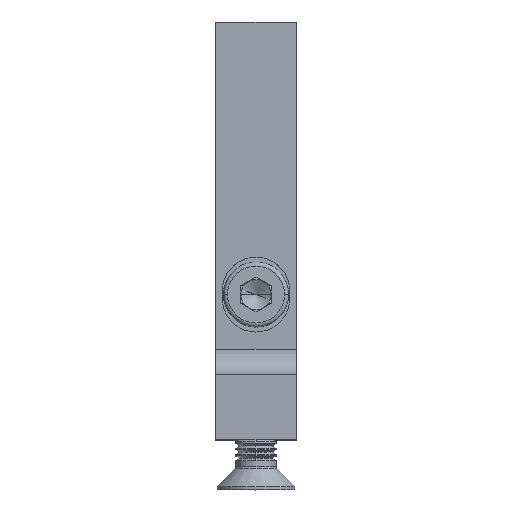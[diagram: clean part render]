
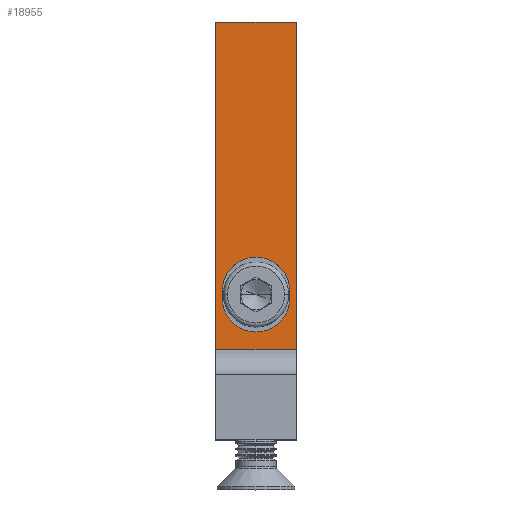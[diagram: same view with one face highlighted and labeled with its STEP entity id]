
A CAD part, top view. The second image highlights one B-rep face of the part: STEP entity #18955.
In plain terms, the highlighted planar face has unit normal (0, 0, 1).
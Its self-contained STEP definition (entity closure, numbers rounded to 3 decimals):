
#166 = DIRECTION ( 'NONE',  ( 0., 0., 1. ) ) ;
#457 = VERTEX_POINT ( 'NONE', #22462 ) ;
#527 = CARTESIAN_POINT ( 'NONE',  ( -8., 83.5, 24. ) ) ;
#554 = CARTESIAN_POINT ( 'NONE',  ( -6.75, 28.25, 24. ) ) ;
#943 = CARTESIAN_POINT ( 'NONE',  ( -8., 18., 24. ) ) ;
#1178 = AXIS2_PLACEMENT_3D ( 'NONE', #10164, #11804, #15512 ) ;
#1350 = ORIENTED_EDGE ( 'NONE', *, *, #5378, .F. ) ;
#2217 = VECTOR ( 'NONE', #22346, 1000. ) ;
#3111 = VERTEX_POINT ( 'NONE', #943 ) ;
#3189 = CARTESIAN_POINT ( 'NONE',  ( 8., 83.5, 24. ) ) ;
#3201 = DIRECTION ( 'NONE',  ( 0., 0., -1. ) ) ;
#3204 = EDGE_CURVE ( 'NONE', #6522, #9743, #21185, .T. ) ;
#3717 = CARTESIAN_POINT ( 'NONE',  ( -8., 83.5, 24. ) ) ;
#3770 = FACE_BOUND ( 'NONE', #14155, .T. ) ;
#4402 = EDGE_LOOP ( 'NONE', ( #21251, #14579, #1350, #21034 ) ) ;
#4583 = EDGE_CURVE ( 'NONE', #13634, #3111, #14903, .T. ) ;
#4934 = LINE ( 'NONE', #19495, #6672 ) ;
#5216 = CARTESIAN_POINT ( 'NONE',  ( 8., 18., 24. ) ) ;
#5378 = EDGE_CURVE ( 'NONE', #6522, #13634, #12371, .T. ) ;
#5703 = CARTESIAN_POINT ( 'NONE',  ( 0., 28.25, 24. ) ) ;
#6418 = EDGE_CURVE ( 'NONE', #14225, #457, #4934, .T. ) ;
#6522 = VERTEX_POINT ( 'NONE', #3189 ) ;
#6672 = VECTOR ( 'NONE', #15861, 1000. ) ;
#7755 = CARTESIAN_POINT ( 'NONE',  ( -6.75, 29.75, 24. ) ) ;
#8587 = ORIENTED_EDGE ( 'NONE', *, *, #8775, .F. ) ;
#8624 = DIRECTION ( 'NONE',  ( -1., 0., 0. ) ) ;
#8721 = CARTESIAN_POINT ( 'NONE',  ( 8., 83.5, 24. ) ) ;
#8775 = EDGE_CURVE ( 'NONE', #20057, #14225, #14519, .T. ) ;
#8849 = EDGE_CURVE ( 'NONE', #23492, #20057, #15930, .T. ) ;
#9234 = VECTOR ( 'NONE', #21107, 1000. ) ;
#9545 = VECTOR ( 'NONE', #8624, 1000. ) ;
#9743 = VERTEX_POINT ( 'NONE', #3717 ) ;
#10164 = CARTESIAN_POINT ( 'NONE',  ( 0., 29.75, 24. ) ) ;
#10783 = ORIENTED_EDGE ( 'NONE', *, *, #6418, .F. ) ;
#11323 = DIRECTION ( 'NONE',  ( 0., -1., 0. ) ) ;
#11514 = EDGE_CURVE ( 'NONE', #9743, #3111, #11600, .T. ) ;
#11600 = LINE ( 'NONE', #527, #2217 ) ;
#11804 = DIRECTION ( 'NONE',  ( 0., 0., 1. ) ) ;
#12014 = VECTOR ( 'NONE', #11323, 1000. ) ;
#12336 = CARTESIAN_POINT ( 'NONE',  ( -6.75, 29.75, 24. ) ) ;
#12371 = LINE ( 'NONE', #20867, #9234 ) ;
#12593 = CARTESIAN_POINT ( 'NONE',  ( 6.75, 28.25, 24. ) ) ;
#13473 = AXIS2_PLACEMENT_3D ( 'NONE', #5703, #166, #18492 ) ;
#13634 = VERTEX_POINT ( 'NONE', #21594 ) ;
#13826 = DIRECTION ( 'NONE',  ( 0., 1., 0. ) ) ;
#14155 = EDGE_LOOP ( 'NONE', ( #16855, #14509, #10783, #8587 ) ) ;
#14225 = VERTEX_POINT ( 'NONE', #12593 ) ;
#14509 = ORIENTED_EDGE ( 'NONE', *, *, #21585, .F. ) ;
#14519 = CIRCLE ( 'NONE', #13473, 6.75 ) ;
#14579 = ORIENTED_EDGE ( 'NONE', *, *, #4583, .F. ) ;
#14903 = LINE ( 'NONE', #5216, #9545 ) ;
#15512 = DIRECTION ( 'NONE',  ( 1., 0., 0. ) ) ;
#15861 = DIRECTION ( 'NONE',  ( 0., 1., 0. ) ) ;
#15930 = LINE ( 'NONE', #7755, #12014 ) ;
#16425 = CIRCLE ( 'NONE', #1178, 6.75 ) ;
#16855 = ORIENTED_EDGE ( 'NONE', *, *, #8849, .F. ) ;
#17943 = FACE_OUTER_BOUND ( 'NONE', #4402, .T. ) ;
#18492 = DIRECTION ( 'NONE',  ( 1., 0., 0. ) ) ;
#18955 = ADVANCED_FACE ( 'NONE', ( #3770, #17943 ), #23152, .F. ) ;
#19312 = DIRECTION ( 'NONE',  ( -1., 0., 0. ) ) ;
#19495 = CARTESIAN_POINT ( 'NONE',  ( 6.75, 29.75, 24. ) ) ;
#19496 = AXIS2_PLACEMENT_3D ( 'NONE', #22854, #3201, #13826 ) ;
#20057 = VERTEX_POINT ( 'NONE', #554 ) ;
#20605 = VECTOR ( 'NONE', #19312, 1000. ) ;
#20867 = CARTESIAN_POINT ( 'NONE',  ( 8., 83.5, 24. ) ) ;
#21034 = ORIENTED_EDGE ( 'NONE', *, *, #3204, .T. ) ;
#21107 = DIRECTION ( 'NONE',  ( 0., -1., 0. ) ) ;
#21185 = LINE ( 'NONE', #8721, #20605 ) ;
#21251 = ORIENTED_EDGE ( 'NONE', *, *, #11514, .T. ) ;
#21585 = EDGE_CURVE ( 'NONE', #457, #23492, #16425, .T. ) ;
#21594 = CARTESIAN_POINT ( 'NONE',  ( 8., 18., 24. ) ) ;
#22346 = DIRECTION ( 'NONE',  ( 0., -1., 0. ) ) ;
#22462 = CARTESIAN_POINT ( 'NONE',  ( 6.75, 29.75, 24. ) ) ;
#22854 = CARTESIAN_POINT ( 'NONE',  ( 8., 83.5, 24. ) ) ;
#23152 = PLANE ( 'NONE',  #19496 ) ;
#23492 = VERTEX_POINT ( 'NONE', #12336 ) ;
